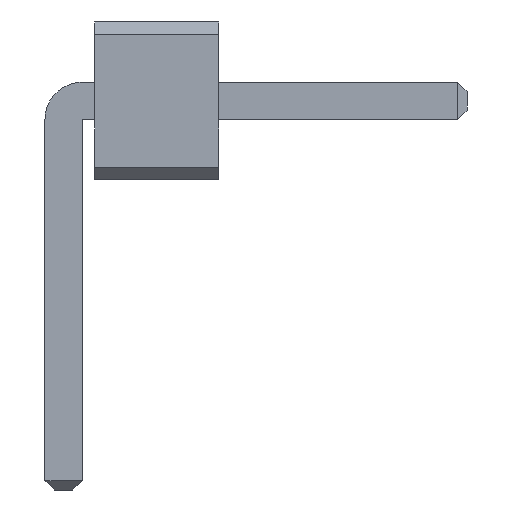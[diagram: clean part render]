
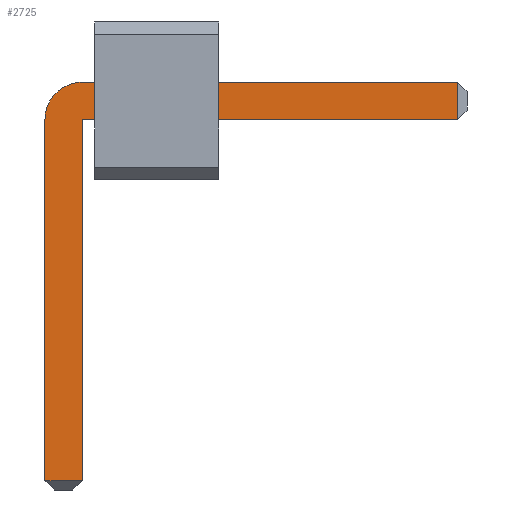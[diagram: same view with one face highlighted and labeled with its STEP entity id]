
A CAD part, front view. The second image highlights one B-rep face of the part: STEP entity #2725.
In plain terms, the highlighted planar face has unit normal (0, -1, 0).
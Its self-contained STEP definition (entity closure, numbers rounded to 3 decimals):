
#13=DIRECTION('',(0.,0.,1.));
#1195=VECTOR('',#13,1.);
#2496=DIRECTION('',(0.,0.,-1.));
#2528=VECTOR('',#2529,1.);
#2529=DIRECTION('',(1.,0.,0.));
#2535=VECTOR('',#2496,1.);
#2542=VECTOR('',#2543,1.);
#2543=DIRECTION('',(-1.,0.,0.));
#2564=DIRECTION('',(-0.,1.,0.));
#2568=DIRECTION('',(0.,1.,0.));
#2569=DIRECTION('',(0.,0.,1.));
#2576=VERTEX_POINT('',#2577);
#2577=CARTESIAN_POINT('',(0.15,-19.15,0.785));
#2579=ORIENTED_EDGE('',*,*,#2580,.T.);
#2580=EDGE_CURVE('',#2576,#2581,#2583,.T.);
#2581=VERTEX_POINT('',#2582);
#2582=CARTESIAN_POINT('',(3.175,-19.15,0.785));
#2583=LINE('',#2584,#2528);
#2584=CARTESIAN_POINT('',(-0.15,-19.15,0.785));
#2621=EDGE_CURVE('',#2622,#2576,#2624,.T.);
#2622=VERTEX_POINT('',#2623);
#2623=CARTESIAN_POINT('',(-0.15,-19.15,0.485));
#2624=CIRCLE('',#2625,0.3);
#2625=AXIS2_PLACEMENT_3D('',#2626,#2564,#2496);
#2626=CARTESIAN_POINT('',(0.15,-19.15,0.485));
#2638=VERTEX_POINT('',#2639);
#2639=CARTESIAN_POINT('',(3.175,-19.15,0.485));
#2641=ORIENTED_EDGE('',*,*,#2642,.T.);
#2642=EDGE_CURVE('',#2638,#2643,#2644,.T.);
#2643=VERTEX_POINT('',#2626);
#2644=LINE('',#2645,#2542);
#2645=CARTESIAN_POINT('',(3.25,-19.15,0.485));
#2657=VERTEX_POINT('',#2658);
#2658=CARTESIAN_POINT('',(-0.15,-19.15,-2.425));
#2660=ORIENTED_EDGE('',*,*,#2661,.T.);
#2661=EDGE_CURVE('',#2657,#2622,#2662,.T.);
#2662=LINE('',#2663,#1195);
#2663=CARTESIAN_POINT('',(-0.15,-19.15,-2.5));
#2671=ORIENTED_EDGE('',*,*,#2672,.T.);
#2672=EDGE_CURVE('',#2643,#2673,#2675,.T.);
#2673=VERTEX_POINT('',#2674);
#2674=CARTESIAN_POINT('',(0.15,-19.15,-2.425));
#2675=LINE('',#2626,#2535);
#2725=ADVANCED_FACE('',(#2726),#2735,.F.);
#2726=FACE_BOUND('',#2727,.F.);
#2727=EDGE_LOOP('',(#2579,#2728,#2641,#2671,#2731,#2660,#2734));
#2728=ORIENTED_EDGE('',*,*,#2729,.T.);
#2729=EDGE_CURVE('',#2581,#2638,#2730,.T.);
#2730=LINE('',#2582,#2535);
#2731=ORIENTED_EDGE('',*,*,#2732,.T.);
#2732=EDGE_CURVE('',#2673,#2657,#2733,.T.);
#2733=LINE('',#2674,#2542);
#2734=ORIENTED_EDGE('',*,*,#2621,.T.);
#2735=PLANE('',#2736);
#2736=AXIS2_PLACEMENT_3D('',#2737,#2568,#2569);
#2737=CARTESIAN_POINT('',(0.858,-19.15,-0.165));
